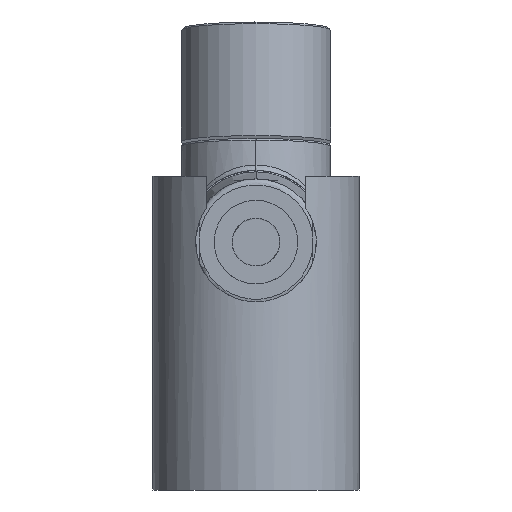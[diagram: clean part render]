
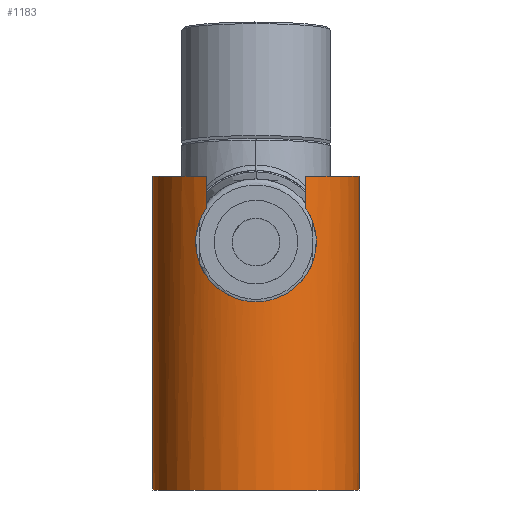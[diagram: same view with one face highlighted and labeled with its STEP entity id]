
A CAD part, front view. The second image highlights one B-rep face of the part: STEP entity #1183.
In plain terms, the highlighted cylindrical face has radius 17.25 mm (diameter 34.5 mm), a partial arc.
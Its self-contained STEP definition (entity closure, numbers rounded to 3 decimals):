
#100=CARTESIAN_POINT('',(8.25,-15.149,47.259));
#121=DIRECTION('',(0.,0.,1.));
#122=VECTOR('',#121,52.5);
#123=CARTESIAN_POINT('',(17.25,0.,0.));
#124=LINE('',#123,#122);
#199=CARTESIAN_POINT('',(0.,0.,52.5));
#200=DIRECTION('',(0.,0.,-1.));
#201=DIRECTION('',(-0.478,-0.878,0.));
#202=AXIS2_PLACEMENT_3D('',#199,#200,#201);
#213=CARTESIAN_POINT('',(-8.25,-15.149,47.258));
#214=CARTESIAN_POINT('',(-8.421,-15.056,47.019));
#215=CARTESIAN_POINT('',(-8.735,-14.878,46.533));
#216=CARTESIAN_POINT('',(-9.131,-14.637,45.787));
#217=CARTESIAN_POINT('',(-9.454,-14.43,45.033));
#218=CARTESIAN_POINT('',(-9.707,-14.26,44.278));
#219=CARTESIAN_POINT('',(-9.894,-14.131,43.529));
#220=CARTESIAN_POINT('',(-10.02,-14.042,42.787));
#221=CARTESIAN_POINT('',(-10.088,-13.992,42.049));
#222=CARTESIAN_POINT('',(-10.102,-13.983,41.314));
#223=CARTESIAN_POINT('',(-10.061,-14.012,40.578));
#224=CARTESIAN_POINT('',(-9.964,-14.082,39.839));
#225=CARTESIAN_POINT('',(-9.807,-14.191,39.093));
#226=CARTESIAN_POINT('',(-9.588,-14.341,38.343));
#227=CARTESIAN_POINT('',(-9.3,-14.53,37.587));
#228=CARTESIAN_POINT('',(-8.94,-14.755,36.835));
#229=CARTESIAN_POINT('',(-8.504,-15.011,36.093));
#230=CARTESIAN_POINT('',(-7.996,-15.289,35.379));
#231=CARTESIAN_POINT('',(-7.419,-15.578,34.704));
#232=CARTESIAN_POINT('',(-6.786,-15.864,34.083));
#233=CARTESIAN_POINT('',(-6.106,-16.139,33.524));
#234=CARTESIAN_POINT('',(-5.392,-16.392,33.034));
#235=CARTESIAN_POINT('',(-4.652,-16.617,32.614));
#236=CARTESIAN_POINT('',(-3.895,-16.811,32.263));
#237=CARTESIAN_POINT('',(-3.125,-16.971,31.981));
#238=CARTESIAN_POINT('',(-2.349,-17.095,31.764));
#239=CARTESIAN_POINT('',(-1.567,-17.185,31.611));
#240=CARTESIAN_POINT('',(-0.784,-17.238,
31.52));
#241=CARTESIAN_POINT('',(-0.261,-17.25,31.5));
#242=CARTESIAN_POINT('',(0.,-17.25,31.5));
#244=CARTESIAN_POINT('',(0.,-17.25,31.5));
#245=CARTESIAN_POINT('',(0.261,-17.25,31.5));
#246=CARTESIAN_POINT('',(0.784,-17.238,31.52));
#247=CARTESIAN_POINT('',(1.567,-17.185,31.611));
#248=CARTESIAN_POINT('',(2.349,-17.095,31.764));
#249=CARTESIAN_POINT('',(3.124,-16.971,31.981));
#250=CARTESIAN_POINT('',(3.894,-16.811,32.263));
#251=CARTESIAN_POINT('',(4.651,-16.617,32.613));
#252=CARTESIAN_POINT('',(5.391,-16.392,33.034));
#253=CARTESIAN_POINT('',(6.105,-16.139,33.524));
#254=CARTESIAN_POINT('',(6.786,-15.865,34.083));
#255=CARTESIAN_POINT('',(7.419,-15.578,34.703));
#256=CARTESIAN_POINT('',(7.995,-15.289,35.378));
#257=CARTESIAN_POINT('',(8.503,-15.012,36.092));
#258=CARTESIAN_POINT('',(8.939,-14.756,36.833));
#259=CARTESIAN_POINT('',(9.299,-14.53,37.585));
#260=CARTESIAN_POINT('',(9.588,-14.341,38.341));
#261=CARTESIAN_POINT('',(9.807,-14.192,39.092));
#262=CARTESIAN_POINT('',(9.964,-14.082,39.838));
#263=CARTESIAN_POINT('',(10.061,-14.012,40.577));
#264=CARTESIAN_POINT('',(10.102,-13.983,41.314));
#265=CARTESIAN_POINT('',(10.088,-13.992,42.048));
#266=CARTESIAN_POINT('',(10.02,-14.042,42.787));
#267=CARTESIAN_POINT('',(9.894,-14.131,43.528));
#268=CARTESIAN_POINT('',(9.707,-14.26,44.278));
#269=CARTESIAN_POINT('',(9.454,-14.43,45.032));
#270=CARTESIAN_POINT('',(9.131,-14.637,45.787));
#271=CARTESIAN_POINT('',(8.735,-14.878,46.533));
#272=CARTESIAN_POINT('',(8.421,-15.056,47.019));
#273=CARTESIAN_POINT('',(8.25,-15.149,47.259));
#275=DIRECTION('',(0.,0.,1.));
#276=VECTOR('',#275,5.241);
#277=CARTESIAN_POINT('',(8.25,-15.149,47.259));
#278=LINE('',#277,#276);
#279=DIRECTION('',(0.,0.,1.));
#280=VECTOR('',#279,52.5);
#281=CARTESIAN_POINT('',(-17.25,0.,0.));
#282=LINE('',#281,#280);
#283=DIRECTION('',(0.,0.,-1.));
#284=VECTOR('',#283,5.242);
#285=CARTESIAN_POINT('',(-8.25,-15.149,52.5));
#286=LINE('',#285,#284);
#296=CARTESIAN_POINT('',(0.,0.,52.5));
#297=DIRECTION('',(0.,0.,-1.));
#298=DIRECTION('',(1.,0.,0.));
#299=AXIS2_PLACEMENT_3D('',#296,#297,#298);
#301=CARTESIAN_POINT('',(0.,0.,0.));
#302=DIRECTION('',(0.,0.,1.));
#303=DIRECTION('',(-1.,0.,0.));
#304=AXIS2_PLACEMENT_3D('',#301,#302,#303);
#913=VERTEX_POINT('',#100);
#914=VERTEX_POINT('',#244);
#915=VERTEX_POINT('',#213);
#925=CARTESIAN_POINT('',(-17.25,0.,52.5));
#927=VERTEX_POINT('',#925);
#929=CARTESIAN_POINT('',(-17.25,0.,0.));
#930=VERTEX_POINT('',#929);
#931=CARTESIAN_POINT('',(17.25,0.,0.));
#932=VERTEX_POINT('',#931);
#933=CARTESIAN_POINT('',(17.25,0.,52.5));
#934=VERTEX_POINT('',#933);
#937=CARTESIAN_POINT('',(-8.25,-15.149,52.5));
#938=VERTEX_POINT('',#937);
#939=CARTESIAN_POINT('',(8.25,-15.149,52.5));
#940=VERTEX_POINT('',#939);
#1164=CARTESIAN_POINT('',(0.,0.,26.25));
#1165=DIRECTION('',(0.,0.,-1.));
#1166=DIRECTION('',(1.,0.,0.));
#1167=AXIS2_PLACEMENT_3D('',#1164,#1165,#1166);
#1168=CYLINDRICAL_SURFACE('',#1167,17.25);
#1169=ORIENTED_EDGE('',*,*,#1052,.T.);
#1170=ORIENTED_EDGE('',*,*,#1050,.T.);
#1172=ORIENTED_EDGE('',*,*,#1171,.T.);
#1174=ORIENTED_EDGE('',*,*,#1173,.F.);
#1175=ORIENTED_EDGE('',*,*,#1104,.F.);
#1177=ORIENTED_EDGE('',*,*,#1176,.F.);
#1178=ORIENTED_EDGE('',*,*,#1100,.T.);
#1179=ORIENTED_EDGE('',*,*,#1131,.F.);
#1180=ORIENTED_EDGE('',*,*,#1150,.T.);
#1181=EDGE_LOOP('',(#1169,#1170,#1172,#1174,#1175,#1177,#1178,#1179,#1180));
#1182=FACE_OUTER_BOUND('',#1181,.F.);
#1183=ADVANCED_FACE('',(#1182),#1168,.T.);
#203=CIRCLE('',#202,17.25);
#243=B_SPLINE_CURVE_WITH_KNOTS('',3,(#213,#214,#215,#216,#217,#218,#219,#220,
#221,#222,#223,#224,#225,#226,#227,#228,#229,#230,#231,#232,#233,#234,#235,#236,
#237,#238,#239,#240,#241,#242),.UNSPECIFIED.,.F.,.F.,(4,1,1,1,1,1,1,1,1,1,1,1,1,
1,1,1,1,1,1,1,1,1,1,1,1,1,1,4),(0.,0.037,0.074,
0.111,0.148,0.185,0.222,
0.259,0.296,0.333,0.37,
0.407,0.444,0.481,0.519,
0.556,0.593,0.63,0.667,
0.704,0.741,0.778,0.815,
0.852,0.889,0.926,0.963,1.),
.UNSPECIFIED.);
#274=B_SPLINE_CURVE_WITH_KNOTS('',3,(#244,#245,#246,#247,#248,#249,#250,#251,
#252,#253,#254,#255,#256,#257,#258,#259,#260,#261,#262,#263,#264,#265,#266,#267,
#268,#269,#270,#271,#272,#273),.UNSPECIFIED.,.F.,.F.,(4,1,1,1,1,1,1,1,1,1,1,1,1,
1,1,1,1,1,1,1,1,1,1,1,1,1,1,4),(0.,0.037,0.074,
0.111,0.148,0.185,0.222,
0.259,0.296,0.333,0.37,
0.407,0.444,0.481,0.519,
0.556,0.593,0.63,0.667,
0.704,0.741,0.778,0.815,
0.852,0.889,0.926,0.963,1.),
.UNSPECIFIED.);
#300=CIRCLE('',#299,17.25);
#305=CIRCLE('',#304,17.25);
#1050=EDGE_CURVE('',#914,#913,#274,.T.);
#1052=EDGE_CURVE('',#915,#914,#243,.T.);
#1100=EDGE_CURVE('',#930,#927,#282,.T.);
#1104=EDGE_CURVE('',#932,#934,#124,.T.);
#1131=EDGE_CURVE('',#938,#927,#203,.T.);
#1150=EDGE_CURVE('',#938,#915,#286,.T.);
#1171=EDGE_CURVE('',#913,#940,#278,.T.);
#1173=EDGE_CURVE('',#934,#940,#300,.T.);
#1176=EDGE_CURVE('',#930,#932,#305,.T.);
